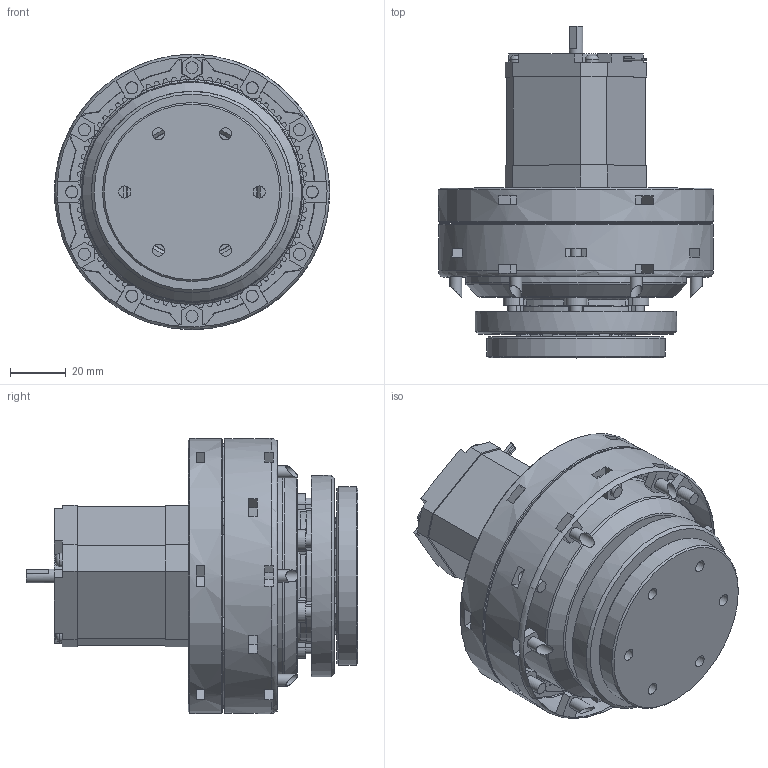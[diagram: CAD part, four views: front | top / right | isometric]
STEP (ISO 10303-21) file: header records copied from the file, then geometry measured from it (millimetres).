
FILE_DESCRIPTION(/* description */ (''),/* implementation_level */ '2;1');
FILE_NAME(/* name */ 'Harmonic_drive9.step',/* time_stamp */ '2021-05-08T16:37:35+09:00',/* author */ (''),/* organization */ (''),/* preprocessor_version */ 'ST-DEVELOPER v18.1',/* originating_system */ 'Autodesk Translation Framework v10.6.0.1341',/* authorisation */ '');
FILE_SCHEMA (('AUTOMOTIVE_DESIGN { 1 0 10303 214 3 1 1 }'));
Products named in the file (21): Harmonic_drive9; WAVE_GEN1_ASM; WAVE_BEARING_PLATE; SQ_NUT_M4; M4x15; 606ZZ; M3_NUT; FLEXGEAR; CircularSpline; M4x25; ASM_HOUSING; HOUSING; 6807ZZ; M4x10; ASM_MOTOR; MOTOR_CAP; NEMA17; M3x10; ASM_OUTPUT_SHAFT; OUTPUT_SHAFT; M4_NUT
Assembly tree (55 placements, depth 3):
  Harmonic_drive9
    WAVE_GEN1_ASM
      WAVE_BEARING_PLATE
      606ZZ  x6
      SQ_NUT_M4  x2
      M4x15  x2
      M4x10  x2
      M3_NUT
    FLEXGEAR
    CircularSpline
    M4_NUT
    M4x25
    M4x10  x6
    ASM_HOUSING
      HOUSING
      6807ZZ
      M4_NUT  x6
      M4x10  x6
    ASM_MOTOR
      MOTOR_CAP
      NEMA17
      M3x10  x4
    ASM_OUTPUT_SHAFT
      OUTPUT_SHAFT
      M4_NUT  x6
Bounding box: 98.4 x 118.7 x 98.4 mm (x, y, z)
Volume: 293271.8 mm3; surface area: 137741.2 mm2
Topology: 51 solids, 51 shells, 2613 faces, 7079 edges, 4674 vertices
Faces by surface type: bspline 1030, plane 892, cylinder 528, cone 123, torus 40
Full cylindrical faces by diameter (mm): 0.955 x4, 3 x10, 3.4 x7, 3.5 x4, 3.75 x4, 4 x30, 4.3 x42, 4.896 x4, 5 x2, 5.2 x1, 5.5 x6, 5.92 x6, 6 x10, 7 x15, 7.3 x6, 7.6 x6, 9 x1, 9.52 x12, 14.184 x12, 17 x6, 20 x2, 22 x1, 22.4 x1, 32 x1, 35 x1, 38.84 x2, 44.227 x2, 47 x1, 64 x1, 72 x1
Entity records: 110032 total; most frequent: CARTESIAN_POINT 55627, ORIENTED_EDGE 13160, DIRECTION 7985, EDGE_CURVE 6580, VERTEX_POINT 4348, LINE 2779, VECTOR 2779, AXIS2_PLACEMENT_3D 2603
